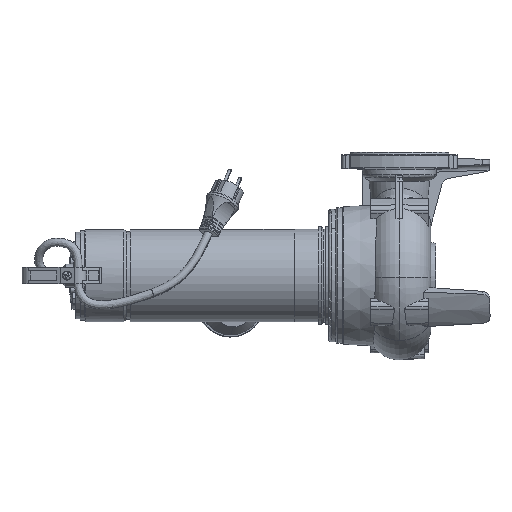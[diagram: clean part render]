
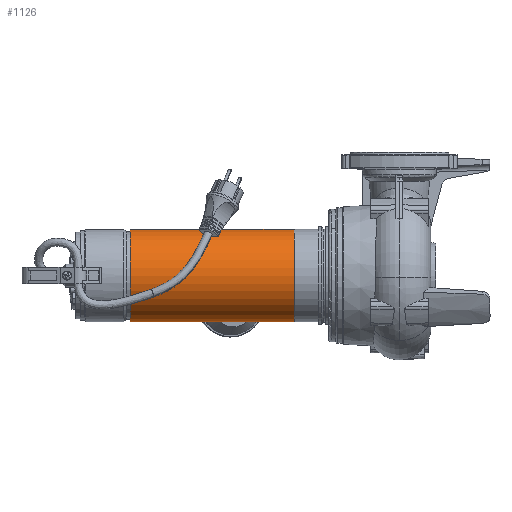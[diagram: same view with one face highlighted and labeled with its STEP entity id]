
A CAD part, left-side view. The second image highlights one B-rep face of the part: STEP entity #1126.
In plain terms, the highlighted cylindrical face has radius 56 mm (diameter 112 mm), a partial arc.
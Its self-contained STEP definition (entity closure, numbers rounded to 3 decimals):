
#113 = DIRECTION ( 'NONE',  ( 0., 0., -1. ) ) ;
#1002 = ORIENTED_EDGE ( 'NONE', *, *, #19492, .F. ) ;
#1126 = ADVANCED_FACE ( 'NONE', ( #54801 ), #41331, .T. ) ;
#1369 = ORIENTED_EDGE ( 'NONE', *, *, #27813, .T. ) ;
#3031 = VERTEX_POINT ( 'NONE', #22777 ) ;
#4224 = ORIENTED_EDGE ( 'NONE', *, *, #10339, .T. ) ;
#4246 = DIRECTION ( 'NONE',  ( 0., 1., 0. ) ) ;
#8130 = VECTOR ( 'NONE', #32908, 1000. ) ;
#9313 = CIRCLE ( 'NONE', #42687, 56. ) ;
#9379 = CARTESIAN_POINT ( 'NONE',  ( 0., 0., 342.501 ) ) ;
#10339 = EDGE_CURVE ( 'NONE', #27921, #21535, #37247, .T. ) ;
#13505 = DIRECTION ( 'NONE',  ( 0., 0., -1. ) ) ;
#13863 = DIRECTION ( 'NONE',  ( 0., 0., -1. ) ) ;
#14009 = EDGE_LOOP ( 'NONE', ( #51630, #1369, #4224, #1002 ) ) ;
#14227 = CARTESIAN_POINT ( 'NONE',  ( -56., 0., 143.501 ) ) ;
#14446 = DIRECTION ( 'NONE',  ( 0., 1., 0. ) ) ;
#19465 = LINE ( 'NONE', #50561, #8130 ) ;
#19492 = EDGE_CURVE ( 'NONE', #34716, #21535, #29273, .T. ) ;
#21535 = VERTEX_POINT ( 'NONE', #14227 ) ;
#21583 = CARTESIAN_POINT ( 'NONE',  ( 0., 0., 143.501 ) ) ;
#22777 = CARTESIAN_POINT ( 'NONE',  ( 56., 0., 342.501 ) ) ;
#27813 = EDGE_CURVE ( 'NONE', #3031, #27921, #9313, .T. ) ;
#27921 = VERTEX_POINT ( 'NONE', #37712 ) ;
#28608 = DIRECTION ( 'NONE',  ( 0., 0., -1. ) ) ;
#29273 = CIRCLE ( 'NONE', #49297, 56. ) ;
#32087 = DIRECTION ( 'NONE',  ( -1., 0., 0. ) ) ;
#32908 = DIRECTION ( 'NONE',  ( 0., 0., -1. ) ) ;
#34716 = VERTEX_POINT ( 'NONE', #56434 ) ;
#37247 = LINE ( 'NONE', #51013, #41866 ) ;
#37712 = CARTESIAN_POINT ( 'NONE',  ( -56., 0., 342.501 ) ) ;
#39287 = EDGE_CURVE ( 'NONE', #3031, #34716, #19465, .T. ) ;
#41331 = CYLINDRICAL_SURFACE ( 'NONE', #46080, 56. ) ;
#41866 = VECTOR ( 'NONE', #28608, 1000. ) ;
#42687 = AXIS2_PLACEMENT_3D ( 'NONE', #9379, #13863, #14446 ) ;
#46080 = AXIS2_PLACEMENT_3D ( 'NONE', #49420, #113, #32087 ) ;
#49297 = AXIS2_PLACEMENT_3D ( 'NONE', #21583, #13505, #4246 ) ;
#49420 = CARTESIAN_POINT ( 'NONE',  ( 0., 0., 342.501 ) ) ;
#50561 = CARTESIAN_POINT ( 'NONE',  ( 56., 0., 342.501 ) ) ;
#51013 = CARTESIAN_POINT ( 'NONE',  ( -56., 0., 342.501 ) ) ;
#51630 = ORIENTED_EDGE ( 'NONE', *, *, #39287, .F. ) ;
#54801 = FACE_OUTER_BOUND ( 'NONE', #14009, .T. ) ;
#56434 = CARTESIAN_POINT ( 'NONE',  ( 56., 0., 143.501 ) ) ;
